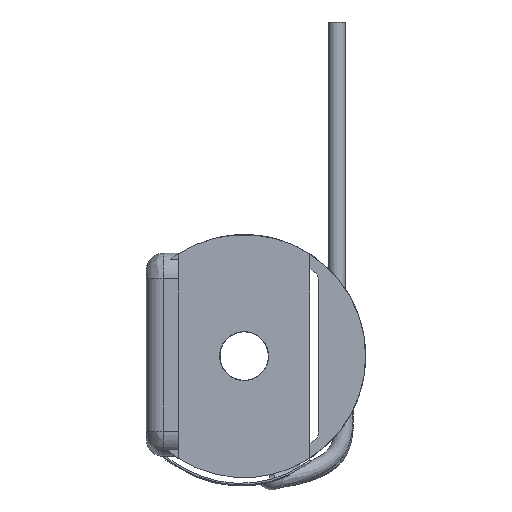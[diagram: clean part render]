
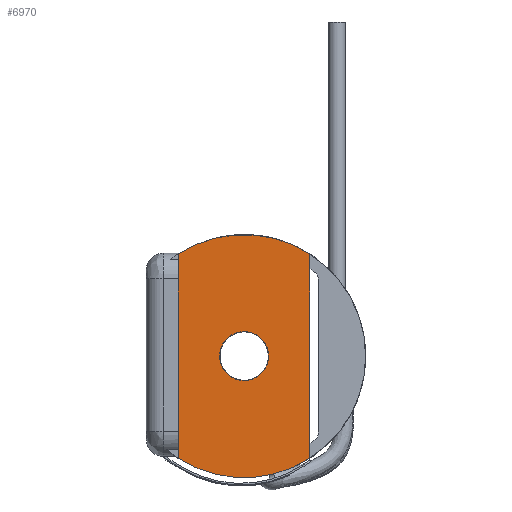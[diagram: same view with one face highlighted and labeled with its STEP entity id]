
A CAD part, left-side view. The second image highlights one B-rep face of the part: STEP entity #6970.
In plain terms, the highlighted planar face has unit normal (-1, 0, 0).
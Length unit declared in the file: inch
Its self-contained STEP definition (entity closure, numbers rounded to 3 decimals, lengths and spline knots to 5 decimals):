
#126=FACE_BOUND('',#1225,.T.);
#307=PLANE('',#7501);
#858=FACE_OUTER_BOUND('',#1224,.T.);
#1224=EDGE_LOOP('',(#6147,#6148,#6149,#6150));
#1225=EDGE_LOOP('',(#6151,#6152));
#1459=CIRCLE('',#7483,0.07206);
#1460=CIRCLE('',#7485,0.07206);
#1463=CIRCLE('',#7494,0.0145);
#1464=CIRCLE('',#7495,0.0145);
#1633=LINE('',#9751,#2173);
#2011=LINE('',#13798,#2551);
#2173=VECTOR('',#7965,0.3937);
#2551=VECTOR('',#9015,0.3937);
#2746=VERTEX_POINT('',#9747);
#2748=VERTEX_POINT('',#9750);
#3199=VERTEX_POINT('',#13784);
#3200=VERTEX_POINT('',#13788);
#3212=VERTEX_POINT('',#13832);
#3213=VERTEX_POINT('',#13833);
#3482=EDGE_CURVE('',#2748,#2746,#1633,.T.);
#4176=EDGE_CURVE('',#3199,#2748,#1459,.T.);
#4178=EDGE_CURVE('',#2746,#3200,#1460,.T.);
#4184=EDGE_CURVE('',#3200,#3199,#2011,.T.);
#4194=EDGE_CURVE('',#3212,#3213,#1463,.T.);
#4195=EDGE_CURVE('',#3213,#3212,#1464,.T.);
#6147=ORIENTED_EDGE('',*,*,#3482,.T.);
#6148=ORIENTED_EDGE('',*,*,#4178,.T.);
#6149=ORIENTED_EDGE('',*,*,#4184,.T.);
#6150=ORIENTED_EDGE('',*,*,#4176,.T.);
#6151=ORIENTED_EDGE('',*,*,#4194,.T.);
#6152=ORIENTED_EDGE('',*,*,#4195,.T.);
#6970=ADVANCED_FACE('',(#858,#126),#307,.F.);
#7483=AXIS2_PLACEMENT_3D('',#13785,#8999,#9000);
#7485=AXIS2_PLACEMENT_3D('',#13789,#9004,#9005);
#7494=AXIS2_PLACEMENT_3D('',#13834,#9033,#9034);
#7495=AXIS2_PLACEMENT_3D('',#13835,#9035,#9036);
#7501=AXIS2_PLACEMENT_3D('',#13850,#9048,#9049);
#7965=DIRECTION('',(0.,0.,-1.));
#8999=DIRECTION('center_axis',(-1.,0.,0.));
#9000=DIRECTION('ref_axis',(0.,-0.541,0.841));
#9004=DIRECTION('center_axis',(-1.,0.,0.));
#9005=DIRECTION('ref_axis',(0.,0.541,-0.841));
#9015=DIRECTION('',(0.,0.,1.));
#9033=DIRECTION('center_axis',(1.,0.,0.));
#9034=DIRECTION('ref_axis',(0.,0.,
1.));
#9035=DIRECTION('center_axis',(1.,0.,0.));
#9036=DIRECTION('ref_axis',(0.,0.,
1.));
#9048=DIRECTION('center_axis',(1.,0.,0.));
#9049=DIRECTION('ref_axis',(0.,-1.,0.));
#9747=CARTESIAN_POINT('',(-0.54316,0.23307,0.22345));
#9750=CARTESIAN_POINT('',(-0.54316,0.23307,0.34463));
#9751=CARTESIAN_POINT('',(-0.54316,0.23307,0.23104));
#13784=CARTESIAN_POINT('',(-0.54316,0.15507,0.34463));
#13785=CARTESIAN_POINT('Origin',(-0.54316,0.19407,0.28404));
#13788=CARTESIAN_POINT('',(-0.54316,0.15507,0.22345));
#13789=CARTESIAN_POINT('Origin',(-0.54316,0.19407,0.28404));
#13798=CARTESIAN_POINT('',(-0.54316,0.15507,0.33704));
#13832=CARTESIAN_POINT('',(-0.54316,0.19407,0.29854));
#13833=CARTESIAN_POINT('',(-0.54316,0.19407,0.26954));
#13834=CARTESIAN_POINT('Origin',(-0.54316,0.19407,0.28404));
#13835=CARTESIAN_POINT('Origin',(-0.54316,0.19407,0.28404));
#13850=CARTESIAN_POINT('Origin',(-0.54316,0.22907,0.33704));
